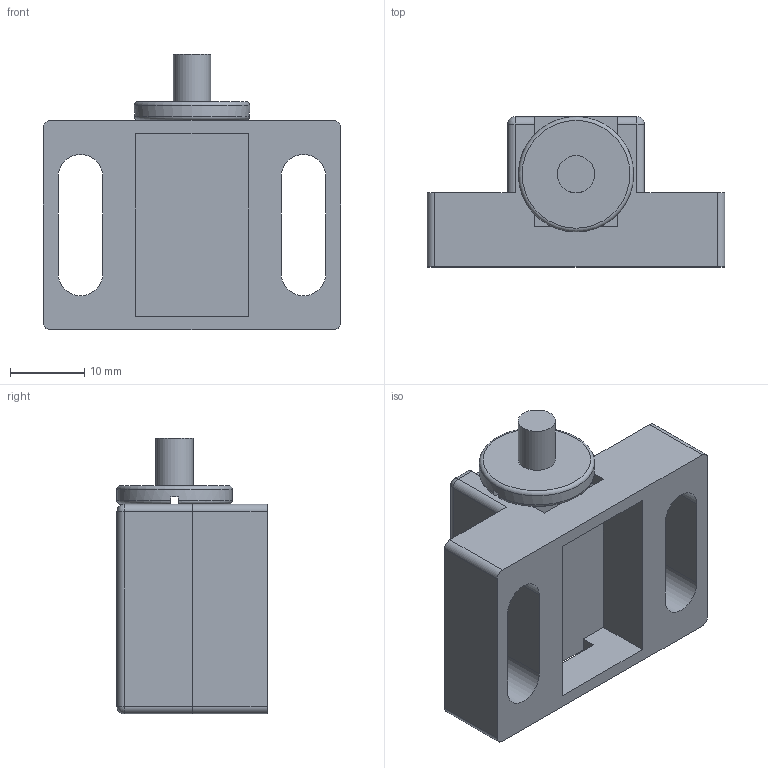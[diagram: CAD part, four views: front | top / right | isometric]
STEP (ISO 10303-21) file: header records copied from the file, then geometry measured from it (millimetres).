
FILE_DESCRIPTION(/* description */ ('Fermaporte a calamita'),/* implementation_level */ '2;1');
FILE_NAME(/* name */ 'DMU40-28.stp',/* time_stamp */ '2022-06-18T10:53:36+02:00',/* author */ ('stefan.nesic'),/* organization */ (''),/* preprocessor_version */ 'ST-DEVELOPER v18.1',/* originating_system */ 'Autodesk Inventor 2021',/* authorisation */ '');
FILE_SCHEMA (('AUTOMOTIVE_DESIGN { 1 0 10303 214 3 1 1 }'));
Length unit declared in the file: millimetre
Products named in the file (4): DMU40-28; 209922030178; 209922010463; 209922010464
Assembly tree (3 placements, depth 3):
  DMU40-28
    209922030178
      209922010463
      209922010464
Bounding box: 40 x 20.2 x 37.1 mm (x, y, z)
Volume: 11860.7 mm3; surface area: 9766.1 mm2
Topology: 5 solids, 5 shells, 95 faces, 249 edges, 158 vertices
Faces by surface type: plane 68, cylinder 20, sphere 4, torus 3
Full cylindrical faces by diameter (mm): 5 x1, 15.5 x1
Entity records: 3052 total; most frequent: CARTESIAN_POINT 541, DIRECTION 494, ORIENTED_EDGE 490, EDGE_CURVE 245, LINE 192, VECTOR 192, VERTEX_POINT 158, AXIS2_PLACEMENT_3D 151
